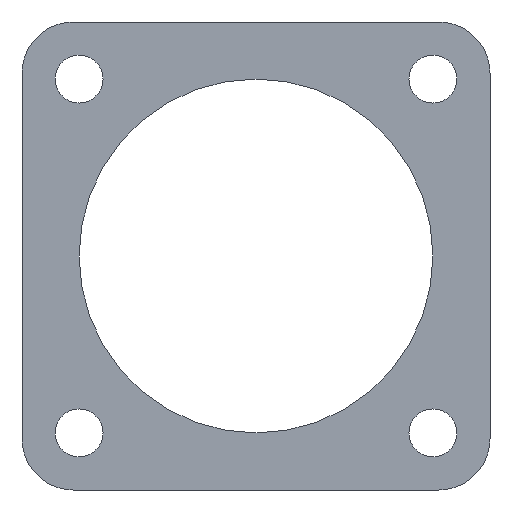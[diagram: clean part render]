
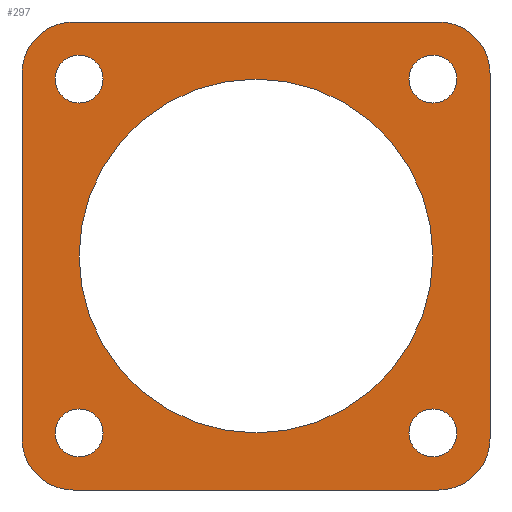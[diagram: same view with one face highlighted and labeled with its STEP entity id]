
A CAD part, front view. The second image highlights one B-rep face of the part: STEP entity #297.
In plain terms, the highlighted planar face has unit normal (0, -1, 0).
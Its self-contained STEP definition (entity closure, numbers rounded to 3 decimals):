
#29=FACE_BOUND('',#69,.T.);
#30=FACE_BOUND('',#70,.T.);
#31=FACE_BOUND('',#71,.T.);
#32=FACE_BOUND('',#72,.T.);
#33=FACE_BOUND('',#73,.T.);
#48=FACE_OUTER_BOUND('',#68,.T.);
#68=EDGE_LOOP('',(#264,#265,#266,#267,#268,#269,#270,#271));
#69=EDGE_LOOP('',(#272));
#70=EDGE_LOOP('',(#273));
#71=EDGE_LOOP('',(#274));
#72=EDGE_LOOP('',(#275));
#73=EDGE_LOOP('',(#276));
#83=CIRCLE('',#323,4.5);
#84=CIRCLE('',#326,4.5);
#85=CIRCLE('',#329,2.1);
#86=CIRCLE('',#331,2.1);
#87=CIRCLE('',#333,2.1);
#88=CIRCLE('',#335,2.1);
#89=CIRCLE('',#337,15.5);
#90=CIRCLE('',#339,4.5);
#91=CIRCLE('',#342,4.5);
#99=LINE('',#471,#120);
#102=LINE('',#479,#123);
#110=LINE('',#507,#131);
#112=LINE('',#513,#133);
#120=VECTOR('',#380,10.);
#123=VECTOR('',#389,10.);
#131=VECTOR('',#423,10.);
#133=VECTOR('',#431,10.);
#147=VERTEX_POINT('',#463);
#148=VERTEX_POINT('',#465);
#149=VERTEX_POINT('',#469);
#150=VERTEX_POINT('',#473);
#151=VERTEX_POINT('',#477);
#152=VERTEX_POINT('',#481);
#153=VERTEX_POINT('',#485);
#154=VERTEX_POINT('',#489);
#155=VERTEX_POINT('',#493);
#156=VERTEX_POINT('',#497);
#157=VERTEX_POINT('',#501);
#158=VERTEX_POINT('',#505);
#159=VERTEX_POINT('',#509);
#174=EDGE_CURVE('',#147,#148,#83,.T.);
#177=EDGE_CURVE('',#147,#149,#99,.T.);
#179=EDGE_CURVE('',#150,#149,#84,.T.);
#181=EDGE_CURVE('',#150,#151,#102,.T.);
#183=EDGE_CURVE('',#152,#152,#85,.T.);
#185=EDGE_CURVE('',#153,#153,#86,.T.);
#187=EDGE_CURVE('',#154,#154,#87,.T.);
#189=EDGE_CURVE('',#155,#155,#88,.T.);
#191=EDGE_CURVE('',#156,#156,#89,.T.);
#193=EDGE_CURVE('',#157,#151,#90,.T.);
#195=EDGE_CURVE('',#158,#157,#110,.T.);
#197=EDGE_CURVE('',#159,#158,#91,.T.);
#198=EDGE_CURVE('',#148,#159,#112,.T.);
#264=ORIENTED_EDGE('',*,*,#181,.T.);
#265=ORIENTED_EDGE('',*,*,#193,.F.);
#266=ORIENTED_EDGE('',*,*,#195,.F.);
#267=ORIENTED_EDGE('',*,*,#197,.F.);
#268=ORIENTED_EDGE('',*,*,#198,.F.);
#269=ORIENTED_EDGE('',*,*,#174,.F.);
#270=ORIENTED_EDGE('',*,*,#177,.T.);
#271=ORIENTED_EDGE('',*,*,#179,.F.);
#272=ORIENTED_EDGE('',*,*,#191,.F.);
#273=ORIENTED_EDGE('',*,*,#189,.F.);
#274=ORIENTED_EDGE('',*,*,#187,.F.);
#275=ORIENTED_EDGE('',*,*,#185,.F.);
#276=ORIENTED_EDGE('',*,*,#183,.F.);
#282=PLANE('',#344);
#297=ADVANCED_FACE('',(#48,#29,#30,#31,#32,#33),#282,.F.);
#323=AXIS2_PLACEMENT_3D('',#466,#374,#375);
#326=AXIS2_PLACEMENT_3D('',#475,#384,#385);
#329=AXIS2_PLACEMENT_3D('',#483,#393,#394);
#331=AXIS2_PLACEMENT_3D('',#487,#398,#399);
#333=AXIS2_PLACEMENT_3D('',#491,#403,#404);
#335=AXIS2_PLACEMENT_3D('',#495,#408,#409);
#337=AXIS2_PLACEMENT_3D('',#499,#413,#414);
#339=AXIS2_PLACEMENT_3D('',#503,#418,#419);
#342=AXIS2_PLACEMENT_3D('',#511,#427,#428);
#344=AXIS2_PLACEMENT_3D('',#514,#432,#433);
#374=DIRECTION('center_axis',(0.,1.,0.));
#375=DIRECTION('ref_axis',(0.,0.,-1.));
#380=DIRECTION('',(1.,0.,0.));
#384=DIRECTION('center_axis',(0.,1.,0.));
#385=DIRECTION('ref_axis',(1.,0.,0.));
#389=DIRECTION('',(0.,0.,1.));
#393=DIRECTION('center_axis',(0.,-1.,0.));
#394=DIRECTION('ref_axis',(1.,0.,0.));
#398=DIRECTION('center_axis',(0.,-1.,0.));
#399=DIRECTION('ref_axis',(1.,0.,0.));
#403=DIRECTION('center_axis',(0.,-1.,0.));
#404=DIRECTION('ref_axis',(1.,0.,0.));
#408=DIRECTION('center_axis',(0.,-1.,0.));
#409=DIRECTION('ref_axis',(1.,0.,0.));
#413=DIRECTION('center_axis',(0.,-1.,0.));
#414=DIRECTION('ref_axis',(1.,0.,0.));
#418=DIRECTION('center_axis',(0.,1.,0.));
#419=DIRECTION('ref_axis',(0.,0.,1.));
#423=DIRECTION('',(1.,0.,0.));
#427=DIRECTION('center_axis',(0.,1.,0.));
#428=DIRECTION('ref_axis',(-1.,0.,0.));
#431=DIRECTION('',(0.,0.,1.));
#432=DIRECTION('center_axis',(0.,1.,0.));
#433=DIRECTION('ref_axis',(1.,0.,0.));
#463=CARTESIAN_POINT('',(-16.,0.,-20.5));
#465=CARTESIAN_POINT('',(-20.5,0.,-16.));
#466=CARTESIAN_POINT('Origin',(-16.,0.,-16.));
#469=CARTESIAN_POINT('',(16.,0.,-20.5));
#471=CARTESIAN_POINT('',(-16.,0.,-20.5));
#473=CARTESIAN_POINT('',(20.5,0.,-16.));
#475=CARTESIAN_POINT('Origin',(16.,0.,-16.));
#477=CARTESIAN_POINT('',(20.5,0.,16.));
#479=CARTESIAN_POINT('',(20.5,0.,-16.));
#481=CARTESIAN_POINT('',(13.4,0.,-15.5));
#483=CARTESIAN_POINT('Origin',(15.5,0.,-15.5));
#485=CARTESIAN_POINT('',(-17.6,0.,15.5));
#487=CARTESIAN_POINT('Origin',(-15.5,0.,15.5));
#489=CARTESIAN_POINT('',(-17.6,0.,-15.5));
#491=CARTESIAN_POINT('Origin',(-15.5,0.,-15.5));
#493=CARTESIAN_POINT('',(13.4,0.,15.5));
#495=CARTESIAN_POINT('Origin',(15.5,0.,15.5));
#497=CARTESIAN_POINT('',(-15.5,0.,0.));
#499=CARTESIAN_POINT('Origin',(0.,0.,0.));
#501=CARTESIAN_POINT('',(16.,0.,20.5));
#503=CARTESIAN_POINT('Origin',(16.,0.,16.));
#505=CARTESIAN_POINT('',(-16.,0.,20.5));
#507=CARTESIAN_POINT('',(-16.,0.,20.5));
#509=CARTESIAN_POINT('',(-20.5,0.,16.));
#511=CARTESIAN_POINT('Origin',(-16.,0.,16.));
#513=CARTESIAN_POINT('',(-20.5,0.,-16.));
#514=CARTESIAN_POINT('Origin',(0.,0.,0.));
